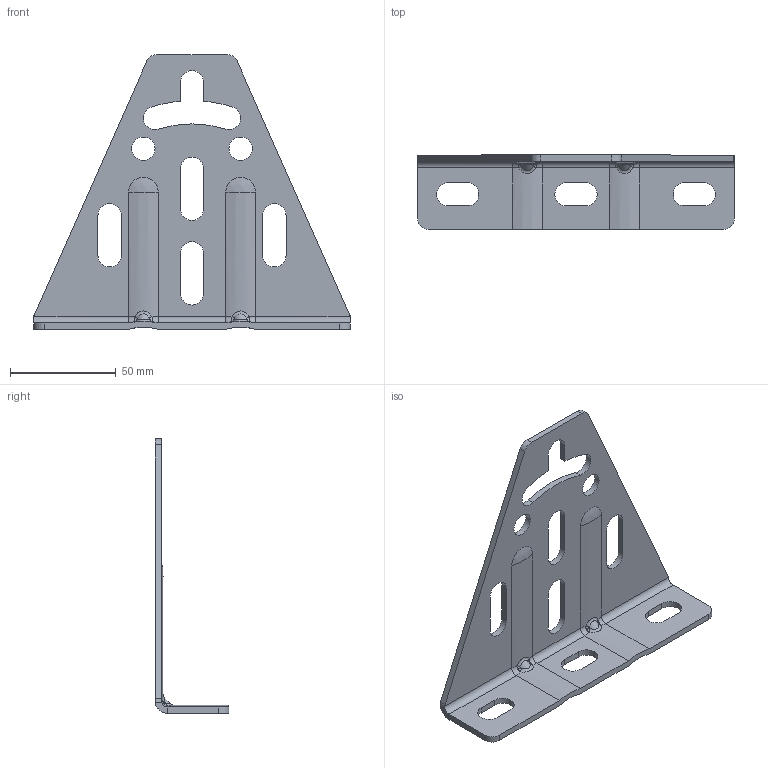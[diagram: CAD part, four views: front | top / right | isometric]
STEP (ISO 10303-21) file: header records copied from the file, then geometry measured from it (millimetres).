
FILE_DESCRIPTION(/* description */ (''),/* implementation_level */ '2;1');
FILE_NAME(/* name */ 'UT.stp',/* time_stamp */ '2020-11-30T11:20:49+01:00',/* author */ ('jakub.jasiocha'),/* organization */ (''),/* preprocessor_version */ 'ST-DEVELOPER v18.1',/* originating_system */ 'Autodesk Inventor 2020',/* authorisation */ '');
FILE_SCHEMA (('AUTOMOTIVE_DESIGN { 1 0 10303 214 3 1 1 }'));
Length unit declared in the file: millimetre
Products named in the file (1): UT
Bounding box: 150 x 35 x 130 mm (x, y, z)
Volume: 43025.8 mm3; surface area: 32663.5 mm2
Topology: 1 solids, 1 shells, 102 faces, 274 edges, 174 vertices
Faces by surface type: cylinder 46, plane 32, bspline 12, torus 8, sphere 4
Full cylindrical faces by diameter (mm): 11 x2
Entity records: 3693 total; most frequent: CARTESIAN_POINT 1083, ORIENTED_EDGE 548, DIRECTION 522, EDGE_CURVE 274, AXIS2_PLACEMENT_3D 197, VERTEX_POINT 174, LINE 128, VECTOR 128
